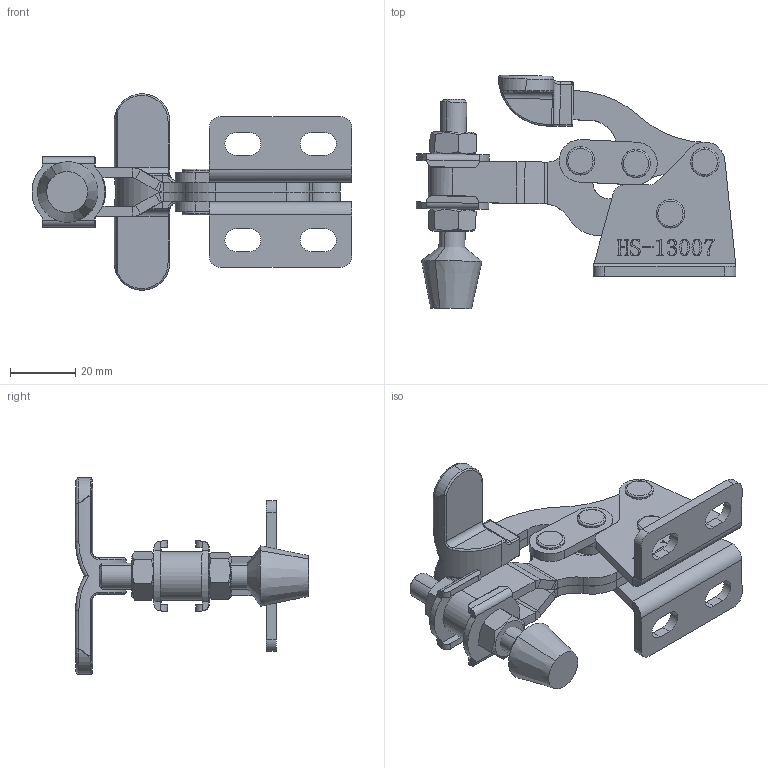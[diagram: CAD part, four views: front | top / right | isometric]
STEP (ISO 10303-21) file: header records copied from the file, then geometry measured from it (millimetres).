
FILE_DESCRIPTION (( 'STEP AP203' ), '1' );
FILE_NAME ('HS-13007.STEP', '2019-10-12T06:15:55', ( '微软用户' ), ( '微软中国' ), 'SwSTEP 2.0', 'SolidWorks 2012', '' );
FILE_SCHEMA (( 'CONFIG_CONTROL_DESIGN' ));
Length unit declared in the file: millimetre
Products named in the file (12): HS-13007; unified hexagon bolt_as-nzs_AS-NZS 2465 Bolt - 0.3125-18 x 2-C; 蝶芛; hex nuts, style 1-grades ab gb_GB_FASTENER_NUT_SNAB1 M8-S; FW-516; HS-13007忒參; HS-13007穩隊; HS-13007蟀裝; HS-13007忒梟; HS-13007揤參; HS-13007衵菁釱; HS-13007酘菁釱
Assembly tree (18 placements, depth 2):
  HS-13007
    HS-13007酘菁釱
    HS-13007衵菁釱
    HS-13007揤參
    HS-13007忒梟  x2
    HS-13007蟀裝  x2
    HS-13007穩隊  x4
    HS-13007忒參
    FW-516  x2
    hex nuts, style 1-grades ab gb_GB_FASTENER_NUT_SNAB1 M8-S  x2
    蝶芛
    unified hexagon bolt_as-nzs_AS-NZS 2465 Bolt - 0.3125-18 x 2-C
Bounding box: 97.69 x 71.22 x 60 mm (x, y, z)
Volume: 39248.1 mm3; surface area: 32307.2 mm2
Topology: 18 solids, 18 shells, 898 faces, 2204 edges, 1370 vertices
Faces by surface type: plane 376, cylinder 224, bspline 157, cone 92, torus 43, sphere 6
Entity records: 30726 total; most frequent: CARTESIAN_POINT 12653, ORIENTED_EDGE 3654, DIRECTION 3054, EDGE_CURVE 1827, VERTEX_POINT 1150, LINE 1084, VECTOR 1084, AXIS2_PLACEMENT_3D 985
